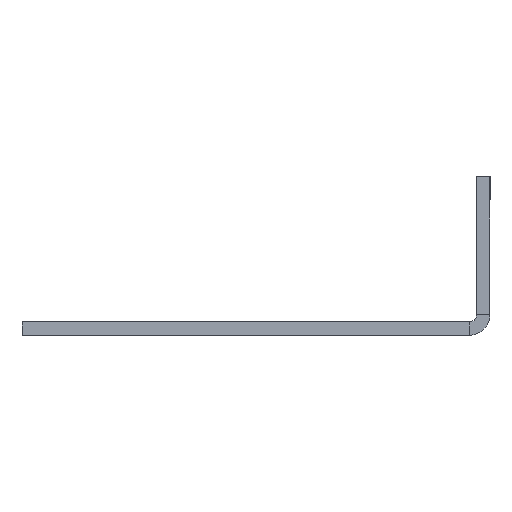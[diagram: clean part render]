
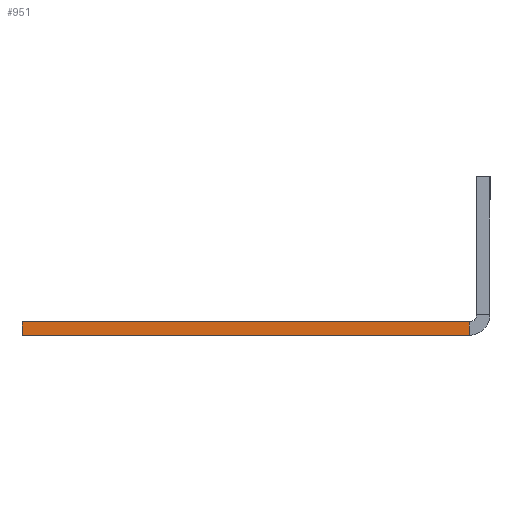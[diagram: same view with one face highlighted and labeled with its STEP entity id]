
A CAD part, left-side view. The second image highlights one B-rep face of the part: STEP entity #951.
In plain terms, the highlighted planar face has unit normal (-1, 0, 0).
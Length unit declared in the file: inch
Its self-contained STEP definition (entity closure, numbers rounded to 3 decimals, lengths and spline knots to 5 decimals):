
#12 = PLANE ( 'NONE',  #1706 ) ;
#54 = EDGE_CURVE ( 'NONE', #511, #1014, #1273, .T. ) ;
#76 = CARTESIAN_POINT ( 'NONE',  ( -2.777, 2.089, -6.188 ) ) ;
#118 = LINE ( 'NONE', #615, #733 ) ;
#182 = ORIENTED_EDGE ( 'NONE', *, *, #54, .F. ) ;
#241 = EDGE_CURVE ( 'NONE', #1521, #1014, #462, .T. ) ;
#246 = CARTESIAN_POINT ( 'NONE',  ( -2.777, 2.089, -6.251 ) ) ;
#305 = DIRECTION ( 'NONE',  ( 0., 0., 1. ) ) ;
#448 = CARTESIAN_POINT ( 'NONE',  ( -2.777, 2.089, -6.188 ) ) ;
#454 = EDGE_LOOP ( 'NONE', ( #1641, #1007, #182, #622 ) ) ;
#462 = LINE ( 'NONE', #76, #1626 ) ;
#511 = VERTEX_POINT ( 'NONE', #1599 ) ;
#551 = FACE_OUTER_BOUND ( 'NONE', #454, .T. ) ;
#556 = EDGE_CURVE ( 'NONE', #1521, #1406, #118, .T. ) ;
#615 = CARTESIAN_POINT ( 'NONE',  ( -2.777, -0.028, -6.188 ) ) ;
#622 = ORIENTED_EDGE ( 'NONE', *, *, #1692, .F. ) ;
#723 = CARTESIAN_POINT ( 'NONE',  ( -2.777, 2.089, -6.251 ) ) ;
#733 = VECTOR ( 'NONE', #1072, 39.37008 ) ;
#923 = VECTOR ( 'NONE', #305, 39.37008 ) ;
#951 = ADVANCED_FACE ( 'NONE', ( #551 ), #12, .F. ) ;
#1007 = ORIENTED_EDGE ( 'NONE', *, *, #241, .T. ) ;
#1014 = VERTEX_POINT ( 'NONE', #448 ) ;
#1044 = LINE ( 'NONE', #246, #1251 ) ;
#1072 = DIRECTION ( 'NONE',  ( 0., 0., -1. ) ) ;
#1073 = CARTESIAN_POINT ( 'NONE',  ( -2.777, 2.089, -6.251 ) ) ;
#1096 = DIRECTION ( 'NONE',  ( 0., 0., -1. ) ) ;
#1162 = DIRECTION ( 'NONE',  ( 0., 1., 0. ) ) ;
#1220 = CARTESIAN_POINT ( 'NONE',  ( -2.777, -0.028, -6.251 ) ) ;
#1251 = VECTOR ( 'NONE', #1588, 39.37008 ) ;
#1273 = LINE ( 'NONE', #723, #923 ) ;
#1406 = VERTEX_POINT ( 'NONE', #1220 ) ;
#1489 = DIRECTION ( 'NONE',  ( 1., 0., 0. ) ) ;
#1521 = VERTEX_POINT ( 'NONE', #1535 ) ;
#1535 = CARTESIAN_POINT ( 'NONE',  ( -2.777, -0.028, -6.188 ) ) ;
#1588 = DIRECTION ( 'NONE',  ( 0., 1., 0. ) ) ;
#1599 = CARTESIAN_POINT ( 'NONE',  ( -2.777, 2.089, -6.251 ) ) ;
#1626 = VECTOR ( 'NONE', #1162, 39.37008 ) ;
#1641 = ORIENTED_EDGE ( 'NONE', *, *, #556, .F. ) ;
#1692 = EDGE_CURVE ( 'NONE', #1406, #511, #1044, .T. ) ;
#1706 = AXIS2_PLACEMENT_3D ( 'NONE', #1073, #1489, #1096 ) ;
